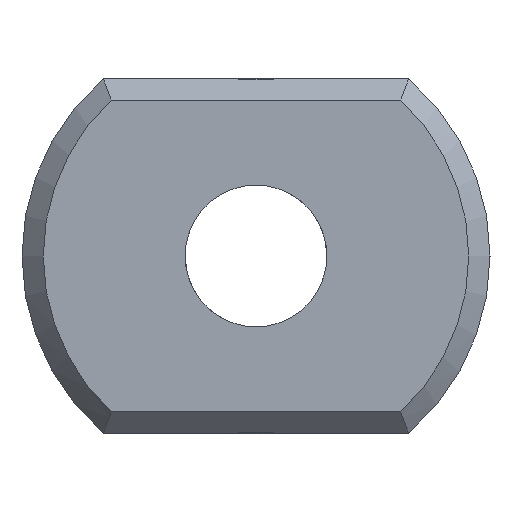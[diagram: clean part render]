
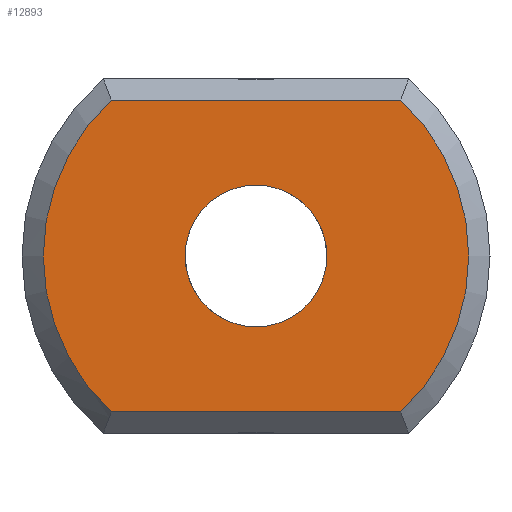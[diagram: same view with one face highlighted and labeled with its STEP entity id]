
A CAD part, left-side view. The second image highlights one B-rep face of the part: STEP entity #12893.
In plain terms, the highlighted planar face has unit normal (-1, 0, 0).
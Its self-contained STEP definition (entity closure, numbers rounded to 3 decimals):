
#3227 = VERTEX_POINT('',#3228);
#3228 = CARTESIAN_POINT('',(0.,-2.04,2.2));
#3237 = VERTEX_POINT('',#3238);
#3238 = CARTESIAN_POINT('',(0.,-2.04,-2.2));
#3245 = EDGE_CURVE('',#3227,#3237,#3246,.T.);
#3246 = CIRCLE('',#3247,3.);
#3247 = AXIS2_PLACEMENT_3D('',#3248,#3249,#3250);
#3248 = CARTESIAN_POINT('',(0.,0.,0.));
#3249 = DIRECTION('',(1.,0.,0.));
#3250 = DIRECTION('',(0.,-0.653,0.758)
  );
#3412 = VERTEX_POINT('',#3413);
#3413 = CARTESIAN_POINT('',(0.,2.04,2.2));
#3420 = EDGE_CURVE('',#3227,#3412,#3421,.T.);
#3421 = LINE('',#3422,#3423);
#3422 = CARTESIAN_POINT('',(0.,-2.154,2.2));
#3423 = VECTOR('',#3424,1.);
#3424 = DIRECTION('',(0.,1.,0.));
#12893 = ADVANCED_FACE('',(#12894,#12913),#12924,.F.);
#12894 = FACE_BOUND('',#12895,.F.);
#12895 = EDGE_LOOP('',(#12896,#12905,#12906,#12907));
#12896 = ORIENTED_EDGE('',*,*,#12897,.T.);
#12897 = EDGE_CURVE('',#12898,#3412,#12900,.T.);
#12898 = VERTEX_POINT('',#12899);
#12899 = CARTESIAN_POINT('',(0.,2.04,-2.2));
#12900 = CIRCLE('',#12901,3.);
#12901 = AXIS2_PLACEMENT_3D('',#12902,#12903,#12904);
#12902 = CARTESIAN_POINT('',(0.,0.,0.));
#12903 = DIRECTION('',(1.,0.,0.));
#12904 = DIRECTION('',(0.,0.653,-0.758)
  );
#12905 = ORIENTED_EDGE('',*,*,#3420,.F.);
#12906 = ORIENTED_EDGE('',*,*,#3245,.T.);
#12907 = ORIENTED_EDGE('',*,*,#12908,.T.);
#12908 = EDGE_CURVE('',#3237,#12898,#12909,.T.);
#12909 = LINE('',#12910,#12911);
#12910 = CARTESIAN_POINT('',(0.,-2.154,-2.2));
#12911 = VECTOR('',#12912,1.);
#12912 = DIRECTION('',(0.,1.,0.));
#12913 = FACE_BOUND('',#12914,.T.);
#12914 = EDGE_LOOP('',(#12915));
#12915 = ORIENTED_EDGE('',*,*,#12916,.T.);
#12916 = EDGE_CURVE('',#12917,#12917,#12919,.T.);
#12917 = VERTEX_POINT('',#12918);
#12918 = CARTESIAN_POINT('',(0.,1.,0.)
  );
#12919 = CIRCLE('',#12920,1.);
#12920 = AXIS2_PLACEMENT_3D('',#12921,#12922,#12923);
#12921 = CARTESIAN_POINT('',(0.,0.,0.));
#12922 = DIRECTION('',(1.,0.,0.));
#12923 = DIRECTION('',(0.,1.,0.));
#12924 = PLANE('',#12925);
#12925 = AXIS2_PLACEMENT_3D('',#12926,#12927,#12928);
#12926 = CARTESIAN_POINT('',(0.,0.,0.));
#12927 = DIRECTION('',(1.,0.,0.));
#12928 = DIRECTION('',(0.,0.,1.));
